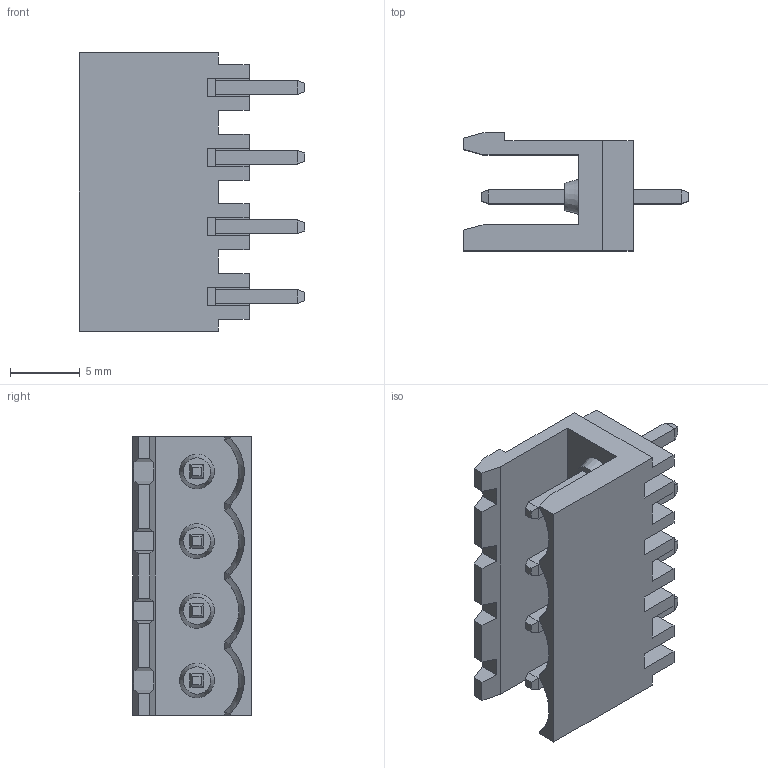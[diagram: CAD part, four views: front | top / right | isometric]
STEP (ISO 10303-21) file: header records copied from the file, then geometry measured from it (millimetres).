
FILE_DESCRIPTION(('STEP AP214'),'1');
FILE_NAME('PV04-5-V.stp','2021-03-31T15:18:07',(' '),(' '),'Spatial InterOp 3D',' ',' ');
FILE_SCHEMA(('automotive_design'));
Length unit declared in the file: metre
Products named in the file (1): 1
Bounding box: 16.2 x 8.5 x 20 mm (x, y, z)
Volume: 862.2 mm3; surface area: 1695.4 mm2
Topology: 1 solids, 1 shells, 235 faces, 598 edges, 384 vertices
Faces by surface type: plane 218, cylinder 8, cone 8, extrusion 1
Entity records: 8768 total; most frequent: CARTESIAN_POINT 1248, ORIENTED_EDGE 1180, DIRECTION 1079, EDGE_CURVE 590, VECTOR 553, LINE 552, VERTEX_POINT 380, AXIS2_PLACEMENT_3D 263
